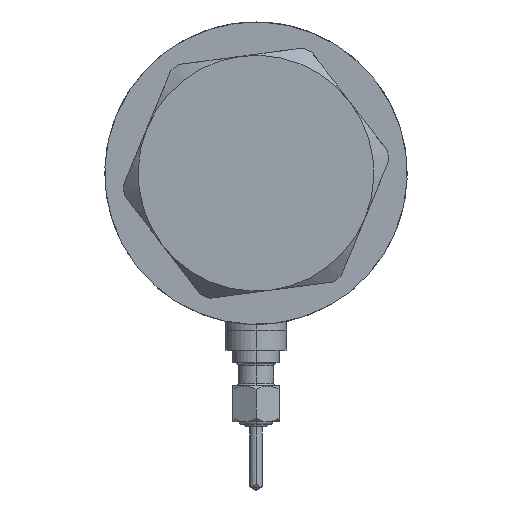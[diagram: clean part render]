
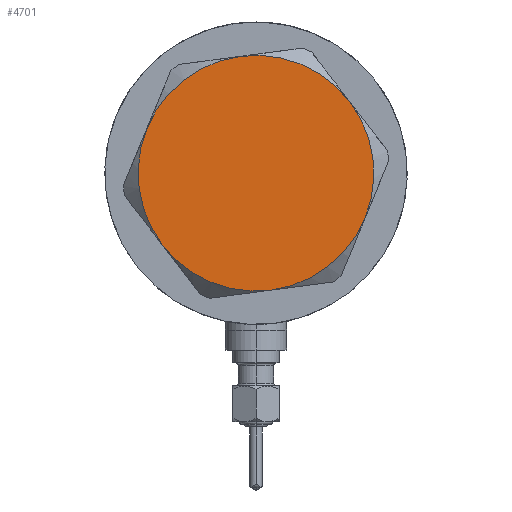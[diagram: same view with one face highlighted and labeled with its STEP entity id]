
A CAD part, left-side view. The second image highlights one B-rep face of the part: STEP entity #4701.
In plain terms, the highlighted face is planar.
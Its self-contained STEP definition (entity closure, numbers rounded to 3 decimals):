
#254 = CARTESIAN_POINT ( 'NONE',  ( 23., 0., 13. ) ) ;
#346 = AXIS2_PLACEMENT_3D ( 'NONE', #5591, #600, #6106 ) ;
#431 = CIRCLE ( 'NONE', #4107, 23. ) ;
#560 = DIRECTION ( 'NONE',  ( 1., 0., 0. ) ) ;
#600 = DIRECTION ( 'NONE',  ( 0., 0., 1. ) ) ;
#1112 = CARTESIAN_POINT ( 'NONE',  ( 11.5, -19.919, 13. ) ) ;
#1211 = EDGE_CURVE ( 'NONE', #4010, #5694, #6063, .T. ) ;
#1239 = ORIENTED_EDGE ( 'NONE', *, *, #5884, .T. ) ;
#1326 = CARTESIAN_POINT ( 'NONE',  ( -11.5, -19.919, 13. ) ) ;
#1414 = CARTESIAN_POINT ( 'NONE',  ( 0., 0., 13. ) ) ;
#1531 = FACE_OUTER_BOUND ( 'NONE', #4867, .T. ) ;
#1604 = AXIS2_PLACEMENT_3D ( 'NONE', #4594, #3019, #5015 ) ;
#1799 = VERTEX_POINT ( 'NONE', #1112 ) ;
#1874 = AXIS2_PLACEMENT_3D ( 'NONE', #3853, #5487, #4834 ) ;
#1908 = CIRCLE ( 'NONE', #2958, 23. ) ;
#1935 = DIRECTION ( 'NONE',  ( 1., 0., 0. ) ) ;
#1955 = DIRECTION ( 'NONE',  ( 1., 0., 0. ) ) ;
#2209 = CARTESIAN_POINT ( 'NONE',  ( -23., 0., 13. ) ) ;
#2291 = ORIENTED_EDGE ( 'NONE', *, *, #6006, .T. ) ;
#2917 = DIRECTION ( 'NONE',  ( 0., 0., 1. ) ) ;
#2958 = AXIS2_PLACEMENT_3D ( 'NONE', #1414, #2917, #1935 ) ;
#3019 = DIRECTION ( 'NONE',  ( 0., 0., 1. ) ) ;
#3041 = DIRECTION ( 'NONE',  ( 1., 0., 0. ) ) ;
#3185 = AXIS2_PLACEMENT_3D ( 'NONE', #5182, #4688, #3041 ) ;
#3216 = EDGE_CURVE ( 'NONE', #1799, #6467, #431, .T. ) ;
#3411 = PLANE ( 'NONE',  #5996 ) ;
#3720 = ORIENTED_EDGE ( 'NONE', *, *, #5613, .T. ) ;
#3804 = CIRCLE ( 'NONE', #346, 23. ) ;
#3853 = CARTESIAN_POINT ( 'NONE',  ( 0., 0., 13. ) ) ;
#3910 = CIRCLE ( 'NONE', #3185, 23. ) ;
#4010 = VERTEX_POINT ( 'NONE', #4055 ) ;
#4055 = CARTESIAN_POINT ( 'NONE',  ( -11.5, 19.919, 13. ) ) ;
#4072 = ORIENTED_EDGE ( 'NONE', *, *, #1211, .T. ) ;
#4107 = AXIS2_PLACEMENT_3D ( 'NONE', #5048, #6095, #560 ) ;
#4166 = CARTESIAN_POINT ( 'NONE',  ( 11.5, 19.919, 13. ) ) ;
#4247 = ORIENTED_EDGE ( 'NONE', *, *, #4885, .T. ) ;
#4594 = CARTESIAN_POINT ( 'NONE',  ( 0., 0., 13. ) ) ;
#4688 = DIRECTION ( 'NONE',  ( 0., 0., 1. ) ) ;
#4701 = ADVANCED_FACE ( 'NONE', ( #1531 ), #3411, .T. ) ;
#4834 = DIRECTION ( 'NONE',  ( 1., 0., 0. ) ) ;
#4857 = CIRCLE ( 'NONE', #1604, 23. ) ;
#4867 = EDGE_LOOP ( 'NONE', ( #5929, #2291, #1239, #4072, #4247, #3720 ) ) ;
#4885 = EDGE_CURVE ( 'NONE', #5694, #5318, #3910, .T. ) ;
#4913 = VERTEX_POINT ( 'NONE', #4166 ) ;
#5015 = DIRECTION ( 'NONE',  ( 1., 0., 0. ) ) ;
#5048 = CARTESIAN_POINT ( 'NONE',  ( 0., 0., 13. ) ) ;
#5182 = CARTESIAN_POINT ( 'NONE',  ( 0., 0., 13. ) ) ;
#5318 = VERTEX_POINT ( 'NONE', #1326 ) ;
#5410 = DIRECTION ( 'NONE',  ( 0., 0., 1. ) ) ;
#5487 = DIRECTION ( 'NONE',  ( 0., 0., 1. ) ) ;
#5591 = CARTESIAN_POINT ( 'NONE',  ( 0., 0., 13. ) ) ;
#5613 = EDGE_CURVE ( 'NONE', #5318, #1799, #3804, .T. ) ;
#5694 = VERTEX_POINT ( 'NONE', #2209 ) ;
#5884 = EDGE_CURVE ( 'NONE', #4913, #4010, #1908, .T. ) ;
#5929 = ORIENTED_EDGE ( 'NONE', *, *, #3216, .T. ) ;
#5996 = AXIS2_PLACEMENT_3D ( 'NONE', #6023, #5410, #1955 ) ;
#6006 = EDGE_CURVE ( 'NONE', #6467, #4913, #4857, .T. ) ;
#6023 = CARTESIAN_POINT ( 'NONE',  ( 0., 0., 13. ) ) ;
#6063 = CIRCLE ( 'NONE', #1874, 23. ) ;
#6095 = DIRECTION ( 'NONE',  ( 0., 0., 1. ) ) ;
#6106 = DIRECTION ( 'NONE',  ( 1., 0., 0. ) ) ;
#6467 = VERTEX_POINT ( 'NONE', #254 ) ;
